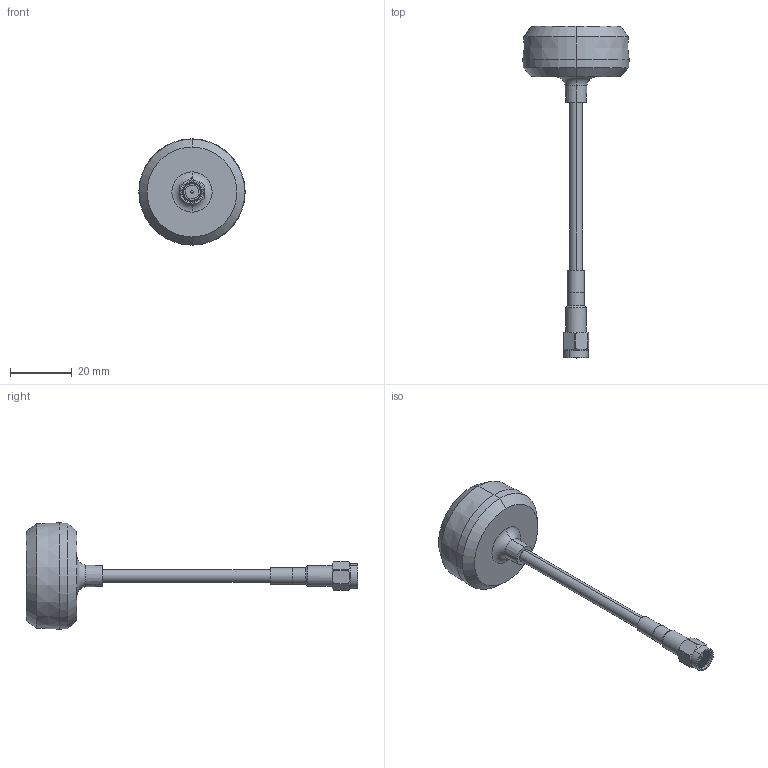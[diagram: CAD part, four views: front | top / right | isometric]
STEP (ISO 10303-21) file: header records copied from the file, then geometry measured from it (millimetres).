
FILE_DESCRIPTION (( 'STEP AP214' ), '1' );
FILE_NAME ('WCM.30.01D151_Web.STEP', '2025-05-19T05:56:26', ( '' ), ( '' ), 'SwSTEP 2.0', 'SolidWorks 2022', '' );
FILE_SCHEMA (( 'AUTOMOTIVE_DESIGN' ));
Length unit declared in the file: millimetre
Products named in the file (1): WCM.30.01D151_Web
Bounding box: 34.5 x 107.71 x 34.5 mm (x, y, z)
Surface area: 5101.7 mm2 (no closed solid volume)
Topology: 0 solids, 5 shells, 84 faces, 245 edges, 168 vertices
Faces by surface type: cylinder 28, cone 24, plane 22, bspline 6, torus 4
Full cylindrical faces by diameter (mm): 5.305 x1, 5.505 x1, 6.5 x1
Entity records: 5850 total; most frequent: CARTESIAN_POINT 2889, ORIENTED_EDGE 392, DIRECTION 376, EDGE_CURVE 237, VERTEX_POINT 167, AXIS2_PLACEMENT_3D 149, EDGE_LOOP 101, FACE_OUTER_BOUND 89
